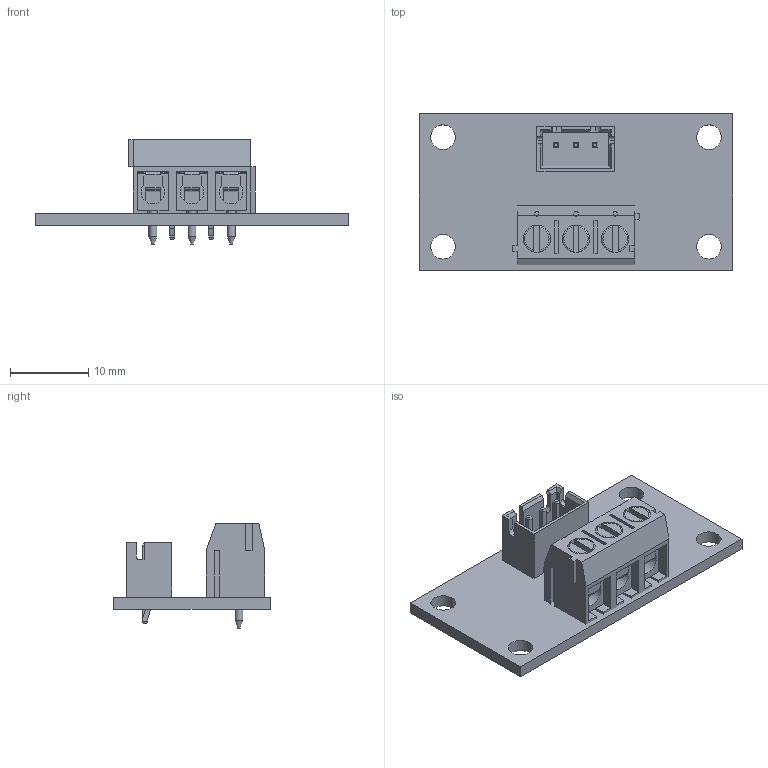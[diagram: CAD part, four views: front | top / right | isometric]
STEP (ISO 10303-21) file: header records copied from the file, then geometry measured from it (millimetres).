
FILE_DESCRIPTION(/* description */ (''),/* implementation_level */ '2;1');
FILE_NAME(/* name */ 'PCB Terminal.step',/* time_stamp */ '2024-09-03T14:17:59+07:00',/* author */ (''),/* organization */ (''),/* preprocessor_version */ 'ST-DEVELOPER v20',/* originating_system */ 'Autodesk Translation Framework v13.14.0.145',/* authorisation */ '');
FILE_SCHEMA (('AUTOMOTIVE_DESIGN { 1 0 10303 214 3 1 1 }'));
Length unit declared in the file: millimetre
Products named in the file (11): PCB Terminal; PCB Terminal_1; Board; Packages; 6911027100xx; 691502710003; 6911027100xx_VIS; 6911027100xx_PIN; 6911027100xx_CAGE; B3B-XH-A; BxB-XH-A_03
Assembly tree (16 placements, depth 3):
  PCB Terminal
    PCB Terminal_1
      Board
      Packages
    6911027100xx
      691502710003
      6911027100xx_CAGE  x3
      6911027100xx_PIN  x3
      6911027100xx_VIS  x3
    B3B-XH-A
      BxB-XH-A_03
Bounding box: 40 x 20 x 13.4 mm (x, y, z)
Volume: 2155.6 mm3; surface area: 4346.2 mm2
Topology: 15 solids, 15 shells, 468 faces, 1217 edges, 781 vertices
Faces by surface type: plane 350, cylinder 97, cone 12, torus 9
Full cylindrical faces by diameter (mm): 0.6 x3, 1 x3, 1.016 x3, 1.3 x3, 2 x3, 2.5 x3, 2.75 x3, 3 x3, 3.15 x4, 3.5 x6
Entity records: 10907 total; most frequent: CARTESIAN_POINT 2195, ORIENTED_EDGE 1738, DIRECTION 1711, EDGE_CURVE 869, LINE 723, VECTOR 723, VERTEX_POINT 559, AXIS2_PLACEMENT_3D 494
